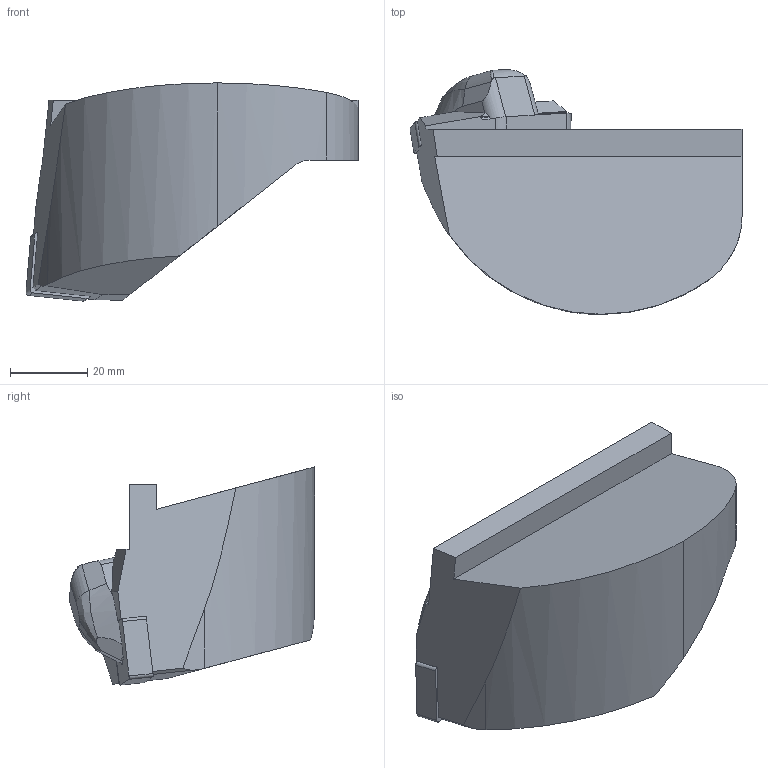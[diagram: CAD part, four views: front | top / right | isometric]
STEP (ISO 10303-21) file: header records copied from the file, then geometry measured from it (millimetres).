
FILE_DESCRIPTION(/* description */ (''),/* implementation_level */ '2;1');
FILE_NAME(/* name */ '1560775687195.stp',/* time_stamp */ '2019-06-17T14:48:11+02:00',/* author */ (''),/* organization */ ('SMS'),/* preprocessor_version */ 'ST-DEVELOPER v15',/* originating_system */ 'SIEMENS PLM Software NX 8.5',/* authorisation */ '');
FILE_SCHEMA (('AUTOMOTIVE_DESIGN { 1 0 10303 214 3 1 1 1 }'));
Length unit declared in the file: millimetre
Products named in the file (4): IsoTurningInsert; ASSEMBLY_CONSTRUCTION; 202350226mod000_00; 111151022mod000_01
Assembly tree (3 placements, depth 2):
  111151022mod000_01
    202350226mod000_00
    ASSEMBLY_CONSTRUCTION
    IsoTurningInsert
Bounding box: 86.03 x 63.5 x 56.54 mm (x, y, z)
Volume: 112626.5 mm3; surface area: 17472.8 mm2
Topology: 2 solids, 2 shells, 78 faces, 225 edges, 156 vertices
Faces by surface type: plane 48, cylinder 23, bspline 7
Full cylindrical faces by diameter (mm): 6.35 x2
Entity records: 3161 total; most frequent: CARTESIAN_POINT 1016, ORIENTED_EDGE 444, DIRECTION 391, EDGE_CURVE 222, VERTEX_POINT 149, AXIS2_PLACEMENT_3D 133, LINE 125, VECTOR 125
